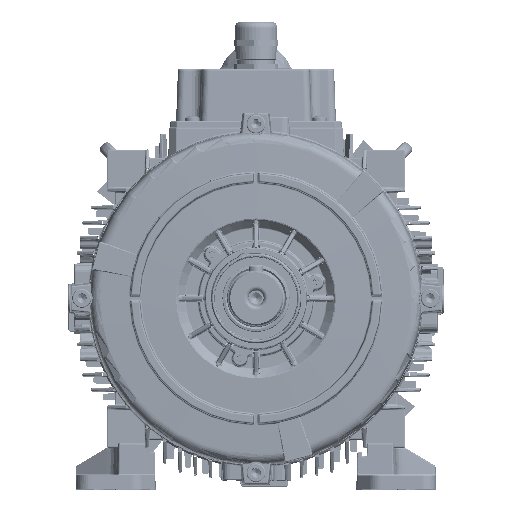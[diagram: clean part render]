
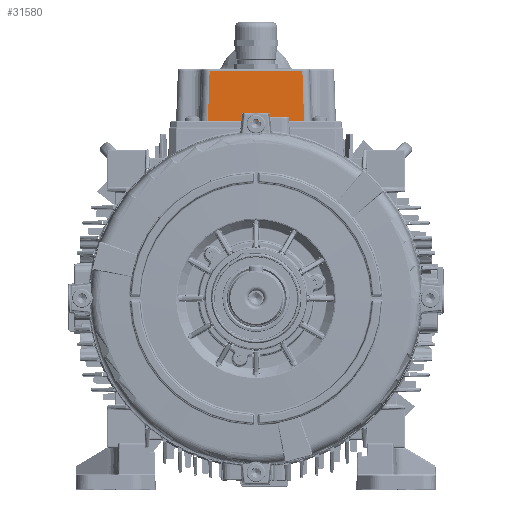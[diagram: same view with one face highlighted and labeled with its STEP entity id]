
A CAD part, top view. The second image highlights one B-rep face of the part: STEP entity #31580.
In plain terms, the highlighted planar face has unit normal (0, 0.035, 0.999).
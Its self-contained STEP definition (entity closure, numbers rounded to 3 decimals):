
#6397=PLANE('',#141488);
#15902=LINE('',#200204,#23769);
#15903=LINE('',#200208,#23770);
#15904=LINE('',#200210,#23771);
#15905=LINE('',#200212,#23772);
#23769=VECTOR('',#158485,1.);
#23770=VECTOR('',#158490,1.);
#23771=VECTOR('',#158491,1.);
#23772=VECTOR('',#158492,1.);
#31580=ADVANCED_FACE('',(#40205),#6397,.T.);
#40205=FACE_OUTER_BOUND('',#48030,.T.);
#48030=EDGE_LOOP('',(#56915,#56916,#56917,#56918));
#56915=ORIENTED_EDGE('',*,*,#109664,.T.);
#56916=ORIENTED_EDGE('',*,*,#109666,.T.);
#56917=ORIENTED_EDGE('',*,*,#109667,.T.);
#56918=ORIENTED_EDGE('',*,*,#109668,.T.);
#95089=VERTEX_POINT('',#200203);
#95090=VERTEX_POINT('',#200205);
#95091=VERTEX_POINT('',#200209);
#95092=VERTEX_POINT('',#200211);
#109664=EDGE_CURVE('',#95090,#95089,#15902,.T.);
#109666=EDGE_CURVE('',#95089,#95091,#15903,.T.);
#109667=EDGE_CURVE('',#95091,#95092,#15904,.T.);
#109668=EDGE_CURVE('',#95092,#95090,#15905,.T.);
#141488=AXIS2_PLACEMENT_3D('',#200213,#158493,#158494);
#158485=DIRECTION('',(-0.035,-0.999,0.035));
#158490=DIRECTION('',(1.,0.,0.));
#158491=DIRECTION('',(-0.035,0.999,-0.035));
#158492=DIRECTION('',(-1.,0.,0.));
#158493=DIRECTION('',(0.,0.035,0.999));
#158494=DIRECTION('',(0.,-0.999,0.035));
#200203=CARTESIAN_POINT('',(-33.236,122.983,-57.277));
#200204=CARTESIAN_POINT('',(-33.259,122.326,-57.255));
#200205=CARTESIAN_POINT('',(-32.03,157.535,-58.484));
#200208=CARTESIAN_POINT('',(-38.25,122.983,-57.277));
#200209=CARTESIAN_POINT('',(33.236,122.983,-57.277));
#200210=CARTESIAN_POINT('',(33.166,124.991,-57.348));
#200211=CARTESIAN_POINT('',(32.03,157.535,-58.484));
#200212=CARTESIAN_POINT('',(-38.25,157.535,-58.484));
#200213=CARTESIAN_POINT('',(-38.25,122.5,-57.261));
